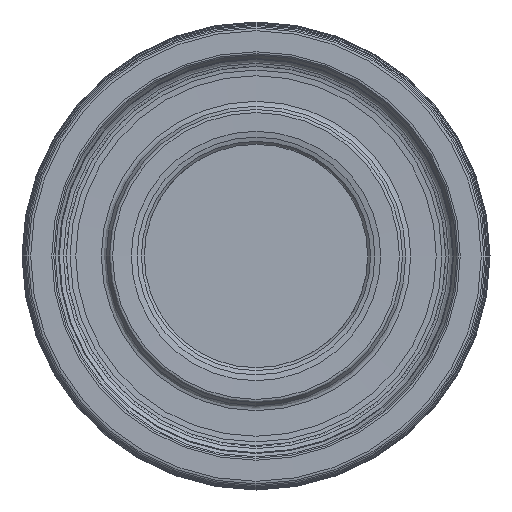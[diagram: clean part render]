
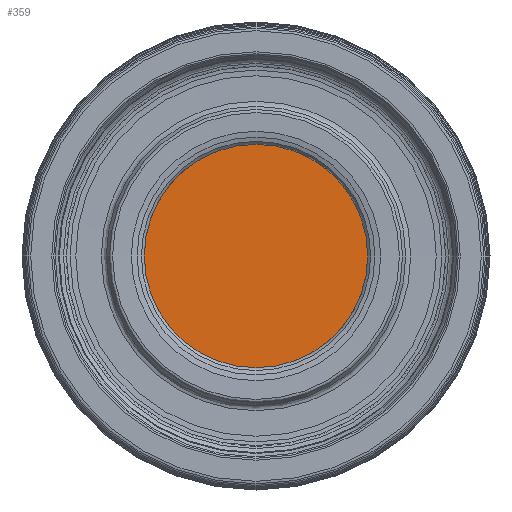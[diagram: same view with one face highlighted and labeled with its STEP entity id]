
A CAD part, left-side view. The second image highlights one B-rep face of the part: STEP entity #359.
In plain terms, the highlighted planar face has unit normal (-1, 0, 0).
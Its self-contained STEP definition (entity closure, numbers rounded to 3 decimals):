
#352=PLANE('',#1180);
#356=FACE_OUTER_BOUND('',#610,.T.);
#359=ADVANCED_FACE('',(#356),#352,.F.);
#610=EDGE_LOOP('',(#772));
#772=ORIENTED_EDGE('',*,*,#1014,.T.);
#933=VERTEX_POINT('',#1611);
#1014=EDGE_CURVE('',#933,#933,#1095,.T.);
#1095=CIRCLE('',#1179,12.411);
#1179=AXIS2_PLACEMENT_3D('',#1610,#1311,#1312);
#1180=AXIS2_PLACEMENT_3D('',#1612,#1313,#1314);
#1311=DIRECTION('',(-1.,0.,0.));
#1312=DIRECTION('',(0.,0.,1.));
#1313=DIRECTION('',(1.,0.,0.));
#1314=DIRECTION('',(0.,0.,-1.));
#1610=CARTESIAN_POINT('',(1.5,0.,0.));
#1611=CARTESIAN_POINT('',(1.5,0.,12.411));
#1612=CARTESIAN_POINT('',(1.5,12.411,0.));
